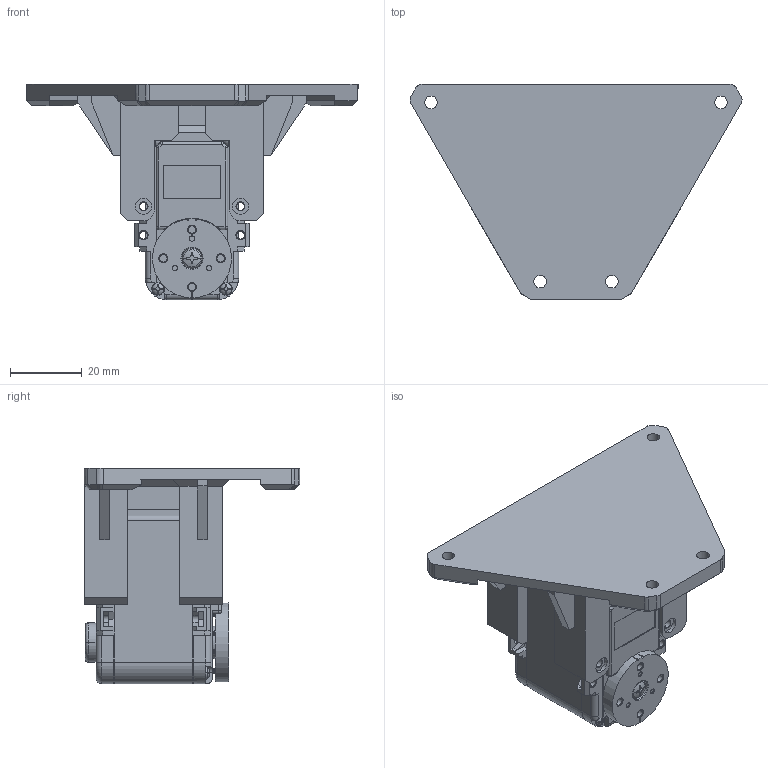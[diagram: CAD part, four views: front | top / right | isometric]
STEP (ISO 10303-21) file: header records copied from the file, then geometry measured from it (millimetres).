
FILE_DESCRIPTION (( 'STEP AP214' ), '1' );
FILE_NAME ('BaseDeLlantas.STEP', '2023-01-15T18:14:43', ( '' ), ( '' ), 'SwSTEP 2.0', 'SolidWorks 2022', '' );
FILE_SCHEMA (( 'AUTOMOTIVE_DESIGN' ));
Length unit declared in the file: millimetre
Products named in the file (11): BaseDeLlantas.step; Kaya_Motor_Bottom_Plate.step; PRT0006.step; PRT0001.step; BaseDeLlantas; PRT0002.step; PRT0004.step; PRT0003.step; MX-12W _1_.step; PRT0007.step; PRT0005.step
Assembly tree (14 placements, depth 4):
  BaseDeLlantas
    BaseDeLlantas.step
      MX-12W _1_.step
        PRT0003.step  x4
        PRT0002.step
        PRT0004.step  x2
        PRT0001.step
        PRT0005.step
        PRT0006.step
        PRT0007.step
      Kaya_Motor_Bottom_Plate.step
Bounding box: 92.53 x 60 x 60 mm (x, y, z)
Volume: 68942.3 mm3; surface area: 31733.2 mm2
Topology: 12 solids, 12 shells, 1578 faces, 4238 edges, 2715 vertices
Faces by surface type: plane 990, cylinder 380, cone 90, torus 74, sphere 28, bspline 16
Entity records: 44631 total; most frequent: CARTESIAN_POINT 8918, ORIENTED_EDGE 7482, DIRECTION 7249, EDGE_CURVE 3741, LINE 2691, VECTOR 2691, VERTEX_POINT 2410, AXIS2_PLACEMENT_3D 2279
